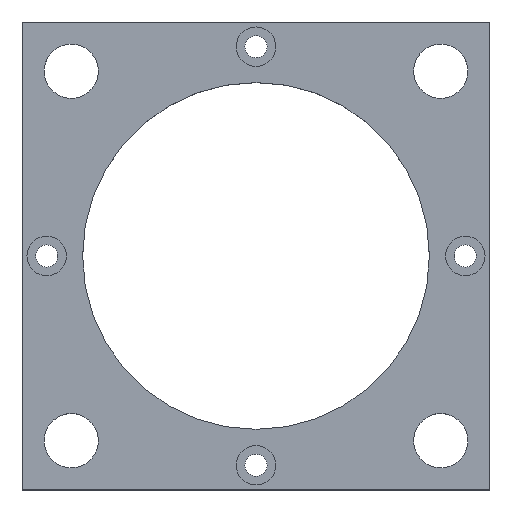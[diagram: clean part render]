
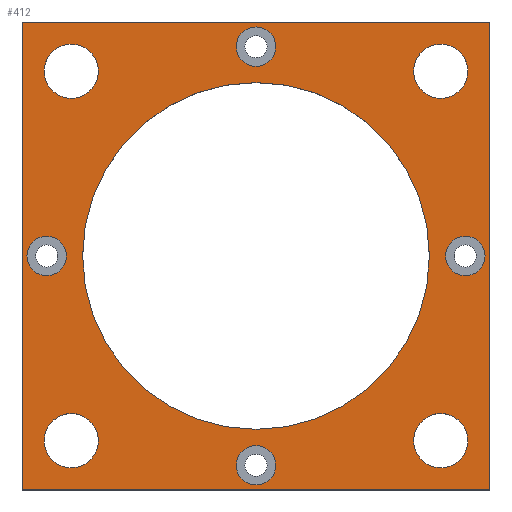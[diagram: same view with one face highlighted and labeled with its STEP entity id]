
A CAD part, top view. The second image highlights one B-rep face of the part: STEP entity #412.
In plain terms, the highlighted planar face has unit normal (0, 0, 1).
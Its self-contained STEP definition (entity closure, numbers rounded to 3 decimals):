
#19=FACE_BOUND('',#96,.T.);
#20=FACE_BOUND('',#97,.T.);
#21=FACE_BOUND('',#98,.T.);
#22=FACE_BOUND('',#99,.T.);
#23=FACE_BOUND('',#100,.T.);
#24=FACE_BOUND('',#101,.T.);
#25=FACE_BOUND('',#102,.T.);
#26=FACE_BOUND('',#103,.T.);
#27=FACE_BOUND('',#104,.T.);
#45=PLANE('',#475);
#68=FACE_OUTER_BOUND('',#95,.T.);
#95=EDGE_LOOP('',(#352,#353,#354,#355));
#96=EDGE_LOOP('',(#356));
#97=EDGE_LOOP('',(#357));
#98=EDGE_LOOP('',(#358));
#99=EDGE_LOOP('',(#359));
#100=EDGE_LOOP('',(#360));
#101=EDGE_LOOP('',(#361));
#102=EDGE_LOOP('',(#362));
#103=EDGE_LOOP('',(#363));
#104=EDGE_LOOP('',(#364));
#130=LINE('',#692,#155);
#133=LINE('',#698,#158);
#136=LINE('',#704,#161);
#139=LINE('',#708,#164);
#155=VECTOR('',#582,10.);
#158=VECTOR('',#587,10.);
#161=VECTOR('',#592,10.);
#164=VECTOR('',#597,10.);
#165=CIRCLE('',#429,5.5);
#167=CIRCLE('',#432,5.5);
#169=CIRCLE('',#435,5.5);
#171=CIRCLE('',#438,5.5);
#175=CIRCLE('',#444,4.);
#179=CIRCLE('',#451,4.);
#183=CIRCLE('',#458,4.);
#187=CIRCLE('',#465,4.);
#189=CIRCLE('',#469,35.2);
#191=VERTEX_POINT('',#604);
#193=VERTEX_POINT('',#610);
#195=VERTEX_POINT('',#616);
#197=VERTEX_POINT('',#622);
#201=VERTEX_POINT('',#633);
#205=VERTEX_POINT('',#646);
#209=VERTEX_POINT('',#659);
#213=VERTEX_POINT('',#672);
#215=VERTEX_POINT('',#680);
#219=VERTEX_POINT('',#689);
#220=VERTEX_POINT('',#691);
#222=VERTEX_POINT('',#697);
#224=VERTEX_POINT('',#703);
#225=EDGE_CURVE('',#191,#191,#165,.T.);
#228=EDGE_CURVE('',#193,#193,#167,.T.);
#231=EDGE_CURVE('',#195,#195,#169,.T.);
#234=EDGE_CURVE('',#197,#197,#171,.T.);
#239=EDGE_CURVE('',#201,#201,#175,.T.);
#245=EDGE_CURVE('',#205,#205,#179,.T.);
#251=EDGE_CURVE('',#209,#209,#183,.T.);
#257=EDGE_CURVE('',#213,#213,#187,.T.);
#261=EDGE_CURVE('',#215,#215,#189,.T.);
#266=EDGE_CURVE('',#220,#219,#130,.T.);
#269=EDGE_CURVE('',#222,#220,#133,.T.);
#272=EDGE_CURVE('',#224,#222,#136,.T.);
#275=EDGE_CURVE('',#219,#224,#139,.T.);
#352=ORIENTED_EDGE('',*,*,#275,.T.);
#353=ORIENTED_EDGE('',*,*,#272,.T.);
#354=ORIENTED_EDGE('',*,*,#269,.T.);
#355=ORIENTED_EDGE('',*,*,#266,.T.);
#356=ORIENTED_EDGE('',*,*,#225,.T.);
#357=ORIENTED_EDGE('',*,*,#228,.T.);
#358=ORIENTED_EDGE('',*,*,#231,.T.);
#359=ORIENTED_EDGE('',*,*,#234,.T.);
#360=ORIENTED_EDGE('',*,*,#239,.T.);
#361=ORIENTED_EDGE('',*,*,#245,.T.);
#362=ORIENTED_EDGE('',*,*,#251,.T.);
#363=ORIENTED_EDGE('',*,*,#257,.T.);
#364=ORIENTED_EDGE('',*,*,#261,.T.);
#412=ADVANCED_FACE('',(#68,#19,#20,#21,#22,#23,#24,#25,#26,#27),#45,.T.);
#429=AXIS2_PLACEMENT_3D('',#605,#481,#482);
#432=AXIS2_PLACEMENT_3D('',#611,#488,#489);
#435=AXIS2_PLACEMENT_3D('',#617,#495,#496);
#438=AXIS2_PLACEMENT_3D('',#623,#502,#503);
#444=AXIS2_PLACEMENT_3D('',#634,#515,#516);
#451=AXIS2_PLACEMENT_3D('',#647,#531,#532);
#458=AXIS2_PLACEMENT_3D('',#660,#547,#548);
#465=AXIS2_PLACEMENT_3D('',#673,#563,#564);
#469=AXIS2_PLACEMENT_3D('',#681,#573,#574);
#475=AXIS2_PLACEMENT_3D('',#709,#598,#599);
#481=DIRECTION('center_axis',(0.,0.,-1.));
#482=DIRECTION('ref_axis',(1.,0.,0.));
#488=DIRECTION('center_axis',(0.,0.,-1.));
#489=DIRECTION('ref_axis',(1.,0.,0.));
#495=DIRECTION('center_axis',(0.,0.,-1.));
#496=DIRECTION('ref_axis',(1.,0.,0.));
#502=DIRECTION('center_axis',(0.,0.,-1.));
#503=DIRECTION('ref_axis',(1.,0.,0.));
#515=DIRECTION('center_axis',(0.,0.,-1.));
#516=DIRECTION('ref_axis',(1.,0.,0.));
#531=DIRECTION('center_axis',(0.,0.,-1.));
#532=DIRECTION('ref_axis',(1.,0.,0.));
#547=DIRECTION('center_axis',(0.,0.,-1.));
#548=DIRECTION('ref_axis',(1.,0.,0.));
#563=DIRECTION('center_axis',(0.,0.,-1.));
#564=DIRECTION('ref_axis',(1.,0.,0.));
#573=DIRECTION('center_axis',(0.,0.,-1.));
#574=DIRECTION('ref_axis',(1.,0.,0.));
#582=DIRECTION('',(0.,-1.,0.));
#587=DIRECTION('',(-1.,0.,0.));
#592=DIRECTION('',(0.,1.,0.));
#597=DIRECTION('',(1.,0.,0.));
#598=DIRECTION('center_axis',(0.,0.,1.));
#599=DIRECTION('ref_axis',(1.,0.,0.));
#604=CARTESIAN_POINT('',(32.,-37.5,10.));
#605=CARTESIAN_POINT('Origin',(37.5,-37.5,10.));
#610=CARTESIAN_POINT('',(-43.,37.5,10.));
#611=CARTESIAN_POINT('Origin',(-37.5,37.5,10.));
#616=CARTESIAN_POINT('',(32.,37.5,10.));
#617=CARTESIAN_POINT('Origin',(37.5,37.5,10.));
#622=CARTESIAN_POINT('',(-43.,-37.5,10.));
#623=CARTESIAN_POINT('Origin',(-37.5,-37.5,10.));
#633=CARTESIAN_POINT('',(38.5,0.,10.));
#634=CARTESIAN_POINT('Origin',(42.5,0.,10.));
#646=CARTESIAN_POINT('',(-46.5,0.,10.));
#647=CARTESIAN_POINT('Origin',(-42.5,0.,10.));
#659=CARTESIAN_POINT('',(-4.,42.5,10.));
#660=CARTESIAN_POINT('Origin',(0.,42.5,10.));
#672=CARTESIAN_POINT('',(-4.,-42.5,10.));
#673=CARTESIAN_POINT('Origin',(0.,-42.5,10.));
#680=CARTESIAN_POINT('',(-35.2,0.,10.));
#681=CARTESIAN_POINT('Origin',(0.,0.,10.));
#689=CARTESIAN_POINT('',(-47.5,-47.5,10.));
#691=CARTESIAN_POINT('',(-47.5,47.5,10.));
#692=CARTESIAN_POINT('',(-47.5,-47.5,10.));
#697=CARTESIAN_POINT('',(47.5,47.5,10.));
#698=CARTESIAN_POINT('',(-47.5,47.5,10.));
#703=CARTESIAN_POINT('',(47.5,-47.5,10.));
#704=CARTESIAN_POINT('',(47.5,47.5,10.));
#708=CARTESIAN_POINT('',(47.5,-47.5,10.));
#709=CARTESIAN_POINT('Origin',(0.,0.,
10.));
